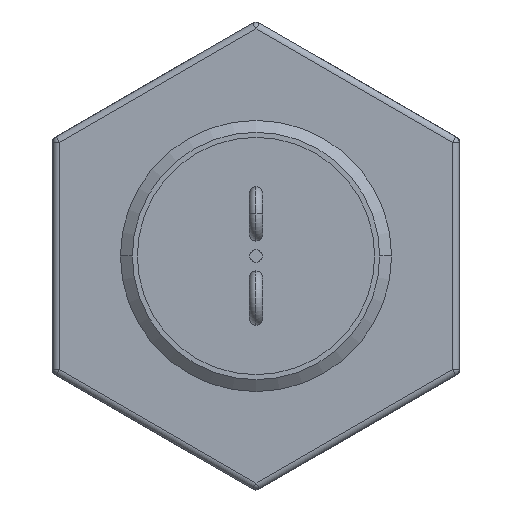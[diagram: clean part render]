
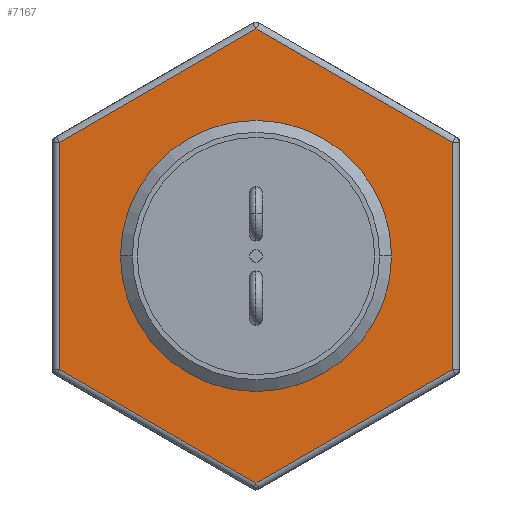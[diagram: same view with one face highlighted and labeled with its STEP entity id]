
A CAD part, front view. The second image highlights one B-rep face of the part: STEP entity #7167.
In plain terms, the highlighted planar face has unit normal (0, -1, 0).
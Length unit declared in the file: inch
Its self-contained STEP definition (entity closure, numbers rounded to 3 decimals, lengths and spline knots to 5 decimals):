
#118 = CARTESIAN_POINT ( 'NONE',  ( -0.48088, -2.097, 2.29 ) ) ;
#156 = CARTESIAN_POINT ( 'NONE',  ( 0.48088, -2.097, 2.29 ) ) ;
#223 = CARTESIAN_POINT ( 'NONE',  ( 0., -2.097, 1.45284 ) ) ;
#450 = CARTESIAN_POINT ( 'NONE',  ( -0.725, -2.097, 1.85699 ) ) ;
#451 = DIRECTION ( 'NONE',  ( 0., 0., -1. ) ) ;
#457 = VECTOR ( 'NONE', #2532, 39.37008 ) ;
#458 = LINE ( 'NONE', #2576, #509 ) ;
#481 = LINE ( 'NONE', #2541, #457 ) ;
#509 = VECTOR ( 'NONE', #2581, 39.37008 ) ;
#621 = EDGE_CURVE ( 'NONE', #4991, #3883, #6530, .T. ) ;
#862 = AXIS2_PLACEMENT_3D ( 'NONE', #4986, #4905, #4996 ) ;
#1017 = AXIS2_PLACEMENT_3D ( 'NONE', #5747, #5752, #5753 ) ;
#2015 = AXIS2_PLACEMENT_3D ( 'NONE', #2620, #2622, #2608 ) ;
#2042 = CARTESIAN_POINT ( 'NONE',  ( -0.725, -2.097, 1.87142 ) ) ;
#2054 = CARTESIAN_POINT ( 'NONE',  ( 0., -2.097, 3.12716 ) ) ;
#2072 = CARTESIAN_POINT ( 'NONE',  ( 0.725, -2.097, 1.87142 ) ) ;
#2078 = CARTESIAN_POINT ( 'NONE',  ( -0.725, -2.097, 2.70858 ) ) ;
#2101 = CARTESIAN_POINT ( 'NONE',  ( 0.725, -2.097, 2.70858 ) ) ;
#2412 = CARTESIAN_POINT ( 'NONE',  ( 0.0125, -2.097, 1.44563 ) ) ;
#2532 = DIRECTION ( 'NONE',  ( 0.866, 0., 0.5 ) ) ;
#2541 = CARTESIAN_POINT ( 'NONE',  ( 0.7375, -2.097, 1.87864 ) ) ;
#2576 = CARTESIAN_POINT ( 'NONE',  ( -0.7375, -2.097, 2.70136 ) ) ;
#2581 = DIRECTION ( 'NONE',  ( -0.866, 0., -0.5 ) ) ;
#2608 = DIRECTION ( 'NONE',  ( 0., 0., -1. ) ) ;
#2620 = CARTESIAN_POINT ( 'NONE',  ( 0., -2.097, 2.29 ) ) ;
#2622 = DIRECTION ( 'NONE',  ( 0., 1., 0. ) ) ;
#2630 = CARTESIAN_POINT ( 'NONE',  ( 0.725, -2.097, 2.72301 ) ) ;
#2706 = DIRECTION ( 'NONE',  ( 0., 0., 1. ) ) ;
#2717 = DIRECTION ( 'NONE',  ( -0.866, 0., 0.5 ) ) ;
#2724 = DIRECTION ( 'NONE',  ( 0.866, 0., -0.5 ) ) ;
#2823 = CARTESIAN_POINT ( 'NONE',  ( -0.0125, -2.097, 3.13437 ) ) ;
#3347 = EDGE_LOOP ( 'NONE', ( #3822, #3861, #3867, #3860, #3877, #3880 ) ) ;
#3376 = EDGE_LOOP ( 'NONE', ( #3839, #5559 ) ) ;
#3822 = ORIENTED_EDGE ( 'NONE', *, *, #6666, .T. ) ;
#3839 = ORIENTED_EDGE ( 'NONE', *, *, #6700, .T. ) ;
#3860 = ORIENTED_EDGE ( 'NONE', *, *, #6665, .T. ) ;
#3861 = ORIENTED_EDGE ( 'NONE', *, *, #6638, .T. ) ;
#3867 = ORIENTED_EDGE ( 'NONE', *, *, #6707, .T. ) ;
#3877 = ORIENTED_EDGE ( 'NONE', *, *, #6649, .T. ) ;
#3880 = ORIENTED_EDGE ( 'NONE', *, *, #6745, .T. ) ;
#3883 = VERTEX_POINT ( 'NONE', #156 ) ;
#4181 = FACE_OUTER_BOUND ( 'NONE', #3347, .T. ) ;
#4186 = FACE_BOUND ( 'NONE', #3376, .T. ) ;
#4288 = LINE ( 'NONE', #2412, #4303 ) ;
#4303 = VECTOR ( 'NONE', #2724, 39.37008 ) ;
#4306 = CIRCLE ( 'NONE', #2015, 0.48088 ) ;
#4325 = VECTOR ( 'NONE', #2717, 39.37008 ) ;
#4360 = LINE ( 'NONE', #2823, #4325 ) ;
#4905 = DIRECTION ( 'NONE',  ( 0., 1., 0. ) ) ;
#4986 = CARTESIAN_POINT ( 'NONE',  ( 0., -2.097, 2.29 ) ) ;
#4991 = VERTEX_POINT ( 'NONE', #118 ) ;
#4996 = DIRECTION ( 'NONE',  ( 0., 0., -1. ) ) ;
#5350 = VERTEX_POINT ( 'NONE', #223 ) ;
#5434 = VERTEX_POINT ( 'NONE', #2042 ) ;
#5446 = VERTEX_POINT ( 'NONE', #2054 ) ;
#5492 = VERTEX_POINT ( 'NONE', #2072 ) ;
#5506 = VERTEX_POINT ( 'NONE', #2078 ) ;
#5559 = ORIENTED_EDGE ( 'NONE', *, *, #621, .T. ) ;
#5574 = VERTEX_POINT ( 'NONE', #2101 ) ;
#5747 = CARTESIAN_POINT ( 'NONE',  ( -0.75, -2.097, 3.58904 ) ) ;
#5750 = PLANE ( 'NONE',  #1017 ) ;
#5752 = DIRECTION ( 'NONE',  ( 0., -1., 0. ) ) ;
#5753 = DIRECTION ( 'NONE',  ( 1., 0., 0. ) ) ;
#6086 = VECTOR ( 'NONE', #451, 39.37008 ) ;
#6095 = LINE ( 'NONE', #450, #6086 ) ;
#6127 = LINE ( 'NONE', #2630, #6135 ) ;
#6135 = VECTOR ( 'NONE', #2706, 39.37008 ) ;
#6530 = CIRCLE ( 'NONE', #862, 0.48088 ) ;
#6638 = EDGE_CURVE ( 'NONE', #5506, #5434, #6095, .T. ) ;
#6649 = EDGE_CURVE ( 'NONE', #5492, #5574, #6127, .T. ) ;
#6665 = EDGE_CURVE ( 'NONE', #5350, #5492, #481, .T. ) ;
#6666 = EDGE_CURVE ( 'NONE', #5446, #5506, #458, .T. ) ;
#6700 = EDGE_CURVE ( 'NONE', #3883, #4991, #4306, .T. ) ;
#6707 = EDGE_CURVE ( 'NONE', #5434, #5350, #4288, .T. ) ;
#6745 = EDGE_CURVE ( 'NONE', #5574, #5446, #4360, .T. ) ;
#7167 = ADVANCED_FACE ( 'NONE', ( #4181, #4186 ), #5750, .T. ) ;
